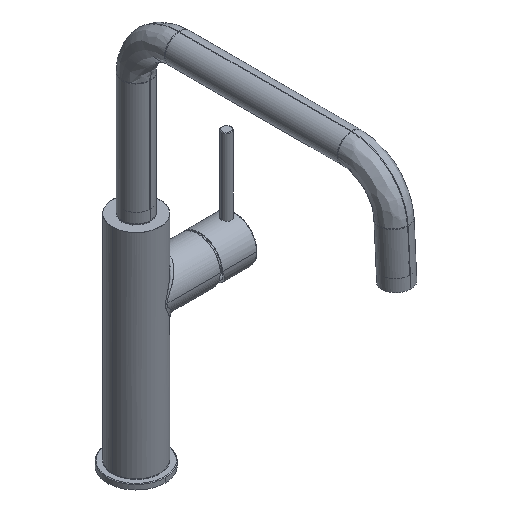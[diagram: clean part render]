
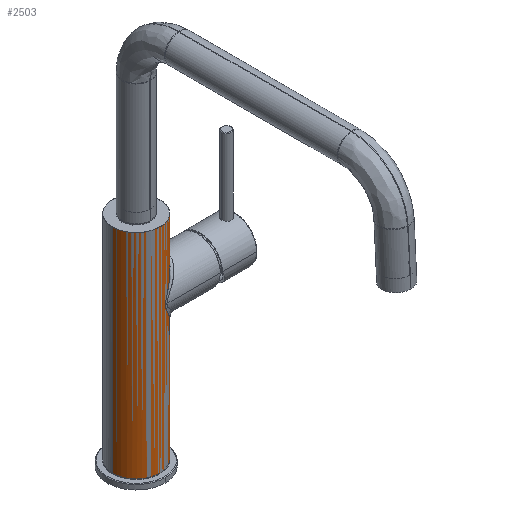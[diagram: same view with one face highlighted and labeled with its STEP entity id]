
A CAD part, isometric view. The second image highlights one B-rep face of the part: STEP entity #2503.
In plain terms, the highlighted cylindrical face has radius 20 mm (diameter 40 mm), a partial arc.
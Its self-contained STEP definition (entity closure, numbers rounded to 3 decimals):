
#2503=ADVANCED_FACE('',(#5394),#37543,.T.);
#5394=FACE_OUTER_BOUND('',#8223,.T.);
#8223=EDGE_LOOP('',(#17944,#17945,#17946,#17947,#17948,#17949,#17950,#17951,
#17952));
#17944=ORIENTED_EDGE('',*,*,#25488,.T.);
#17945=ORIENTED_EDGE('',*,*,#25494,.T.);
#17946=ORIENTED_EDGE('',*,*,#25493,.T.);
#17947=ORIENTED_EDGE('',*,*,#25492,.T.);
#17948=ORIENTED_EDGE('',*,*,#25491,.T.);
#17949=ORIENTED_EDGE('',*,*,#25490,.T.);
#17950=ORIENTED_EDGE('',*,*,#25502,.T.);
#17951=ORIENTED_EDGE('',*,*,#25504,.T.);
#17952=ORIENTED_EDGE('',*,*,#25489,.T.);
#25488=EDGE_CURVE('',#36036,#36037,#32507,.T.);
#25489=EDGE_CURVE('',#36038,#36036,#30439,.T.);
#25490=EDGE_CURVE('',#36041,#36040,#30440,.T.);
#25491=EDGE_CURVE('',#36042,#36041,#32508,.T.);
#25492=EDGE_CURVE('',#36043,#36042,#32509,.T.);
#25493=EDGE_CURVE('',#36044,#36043,#30441,.T.);
#25494=EDGE_CURVE('',#36037,#36044,#32510,.T.);
#25502=EDGE_CURVE('',#36040,#36039,#30445,.T.);
#25504=EDGE_CURVE('',#36039,#36038,#30447,.T.);
#30439=B_SPLINE_CURVE_WITH_KNOTS('',1,(#74981,#74982),.UNSPECIFIED.,.F.,
 .F.,(2,2),(-36.,0.),.UNSPECIFIED.);
#30440=B_SPLINE_CURVE_WITH_KNOTS('',1,(#74983,#74984),.UNSPECIFIED.,.F.,
 .F.,(2,2),(-96.,0.),.UNSPECIFIED.);
#30441=B_SPLINE_CURVE_WITH_KNOTS('',1,(#74991,#74992),.UNSPECIFIED.,.F.,
 .F.,(2,2),(-180.,0.),.UNSPECIFIED.);
#30445=B_SPLINE_CURVE_WITH_KNOTS('',3,(#75058,#75059,#75060,#75061,#75062,
#75063,#75064,#75065,#75066,#75067,#75068,#75069,#75070,#75071,#75072,#75073,
#75074,#75075),.UNSPECIFIED.,.F.,.F.,(4,1,1,1,1,1,1,1,1,1,1,1,1,1,1,4),
(0.,0.,3.355,6.609,9.771,
12.798,15.696,18.494,21.915,25.887,
28.665,31.442,34.21,36.156,37.549,
37.549),.UNSPECIFIED.);
#30447=B_SPLINE_CURVE_WITH_KNOTS('',3,(#75080,#75081,#75082,#75083,#75084,
#75085,#75086,#75087,#75088,#75089,#75090,#75091,#75092,#75093,#75094,#75095),
 .UNSPECIFIED.,.F.,.F.,(4,1,1,1,1,1,1,1,1,1,1,1,1,4),(0.,1.393,
3.338,6.107,8.884,11.662,15.634,
19.055,21.853,24.751,27.778,30.939,
34.194,37.549),.UNSPECIFIED.);
#32507=(
BOUNDED_CURVE()
B_SPLINE_CURVE(2,(#74978,#74979,#74980),.UNSPECIFIED.,.F.,.F.)
B_SPLINE_CURVE_WITH_KNOTS((3,3),(-31.416,0.),.UNSPECIFIED.)
CURVE()
GEOMETRIC_REPRESENTATION_ITEM()
RATIONAL_B_SPLINE_CURVE((1.,0.707,1.))
REPRESENTATION_ITEM('')
);
#32508=(
BOUNDED_CURVE()
B_SPLINE_CURVE(2,(#74985,#74986,#74987),.UNSPECIFIED.,.F.,.F.)
B_SPLINE_CURVE_WITH_KNOTS((3,3),(-31.416,0.),.UNSPECIFIED.)
CURVE()
GEOMETRIC_REPRESENTATION_ITEM()
RATIONAL_B_SPLINE_CURVE((1.,0.707,1.))
REPRESENTATION_ITEM('')
);
#32509=(
BOUNDED_CURVE()
B_SPLINE_CURVE(2,(#74988,#74989,#74990),.UNSPECIFIED.,.F.,.F.)
B_SPLINE_CURVE_WITH_KNOTS((3,3),(-31.416,0.),.UNSPECIFIED.)
CURVE()
GEOMETRIC_REPRESENTATION_ITEM()
RATIONAL_B_SPLINE_CURVE((1.,0.707,1.))
REPRESENTATION_ITEM('')
);
#32510=(
BOUNDED_CURVE()
B_SPLINE_CURVE(2,(#74993,#74994,#74995),.UNSPECIFIED.,.F.,.F.)
B_SPLINE_CURVE_WITH_KNOTS((3,3),(-31.416,0.),.UNSPECIFIED.)
CURVE()
GEOMETRIC_REPRESENTATION_ITEM()
RATIONAL_B_SPLINE_CURVE((1.,0.707,1.))
REPRESENTATION_ITEM('')
);
#36036=VERTEX_POINT('',#74960);
#36037=VERTEX_POINT('',#74961);
#36038=VERTEX_POINT('',#74962);
#36039=VERTEX_POINT('',#74963);
#36040=VERTEX_POINT('',#74964);
#36041=VERTEX_POINT('',#74965);
#36042=VERTEX_POINT('',#74966);
#36043=VERTEX_POINT('',#74967);
#36044=VERTEX_POINT('',#74968);
#37543=CYLINDRICAL_SURFACE('',#40827,20.);
#40827=AXIS2_PLACEMENT_3D('',#74516,#42955,$);
#42955=DIRECTION('',(0.,0.,-1.));
#74516=CARTESIAN_POINT('',(0.,0.,95.));
#74960=CARTESIAN_POINT('',(20.,0.,185.));
#74961=CARTESIAN_POINT('',(0.,-20.,185.));
#74962=CARTESIAN_POINT('',(20.,0.,149.));
#74963=CARTESIAN_POINT('',(5.6,-19.2,125.));
#74964=CARTESIAN_POINT('',(20.,0.,101.));
#74965=CARTESIAN_POINT('',(20.,0.,5.));
#74966=CARTESIAN_POINT('',(0.,-20.,5.));
#74967=CARTESIAN_POINT('',(-20.,0.,5.));
#74968=CARTESIAN_POINT('',(-20.,0.,185.));
#74978=CARTESIAN_POINT('',(20.,0.,185.));
#74979=CARTESIAN_POINT('',(20.,-20.,185.));
#74980=CARTESIAN_POINT('',(0.,-20.,185.));
#74981=CARTESIAN_POINT('',(20.,0.,149.));
#74982=CARTESIAN_POINT('',(20.,0.,185.));
#74983=CARTESIAN_POINT('',(20.,0.,5.));
#74984=CARTESIAN_POINT('',(20.,0.,101.));
#74985=CARTESIAN_POINT('',(0.,-20.,5.));
#74986=CARTESIAN_POINT('',(20.,-20.,5.));
#74987=CARTESIAN_POINT('',(20.,0.,5.));
#74988=CARTESIAN_POINT('',(-20.,0.,5.));
#74989=CARTESIAN_POINT('',(-20.,-20.,5.));
#74990=CARTESIAN_POINT('',(0.,-20.,5.));
#74991=CARTESIAN_POINT('',(-20.,0.,185.));
#74992=CARTESIAN_POINT('',(-20.,0.,5.));
#74993=CARTESIAN_POINT('',(0.,-20.,185.));
#74994=CARTESIAN_POINT('',(-20.,-20.,185.));
#74995=CARTESIAN_POINT('',(-20.,0.,185.));
#75058=CARTESIAN_POINT('',(20.,0.,101.));
#75059=CARTESIAN_POINT('',(20.,0.,101.));
#75060=CARTESIAN_POINT('',(20.,-1.013,101.));
#75061=CARTESIAN_POINT('',(19.847,-3.01,101.2));
#75062=CARTESIAN_POINT('',(19.2,-5.826,102.042));
#75063=CARTESIAN_POINT('',(18.243,-8.332,103.296));
#75064=CARTESIAN_POINT('',(17.076,-10.5,104.833));
#75065=CARTESIAN_POINT('',(15.783,-12.347,106.551));
#75066=CARTESIAN_POINT('',(14.301,-14.042,108.544));
#75067=CARTESIAN_POINT('',(12.531,-15.657,110.971));
#75068=CARTESIAN_POINT('',(10.687,-16.952,113.592));
#75069=CARTESIAN_POINT('',(8.96,-17.906,116.217));
#75070=CARTESIAN_POINT('',(7.511,-18.557,118.657));
#75071=CARTESIAN_POINT('',(6.356,-18.971,121.046));
#75072=CARTESIAN_POINT('',(5.717,-19.166,123.213));
#75073=CARTESIAN_POINT('',(5.6,-19.2,124.474));
#75074=CARTESIAN_POINT('',(5.6,-19.2,125.));
#75075=CARTESIAN_POINT('',(5.6,-19.2,125.));
#75080=CARTESIAN_POINT('',(5.6,-19.2,125.));
#75081=CARTESIAN_POINT('',(5.6,-19.2,125.526));
#75082=CARTESIAN_POINT('',(5.717,-19.166,126.787));
#75083=CARTESIAN_POINT('',(6.357,-18.971,128.953));
#75084=CARTESIAN_POINT('',(7.51,-18.557,131.343));
#75085=CARTESIAN_POINT('',(8.96,-17.906,133.783));
#75086=CARTESIAN_POINT('',(10.686,-16.952,136.408));
#75087=CARTESIAN_POINT('',(12.531,-15.657,139.029));
#75088=CARTESIAN_POINT('',(14.301,-14.042,141.456));
#75089=CARTESIAN_POINT('',(15.783,-12.347,143.449));
#75090=CARTESIAN_POINT('',(17.076,-10.5,145.167));
#75091=CARTESIAN_POINT('',(18.243,-8.332,146.704));
#75092=CARTESIAN_POINT('',(19.2,-5.826,147.958));
#75093=CARTESIAN_POINT('',(19.847,-3.01,148.8));
#75094=CARTESIAN_POINT('',(20.,-1.013,149.));
#75095=CARTESIAN_POINT('',(20.,0.,149.));
